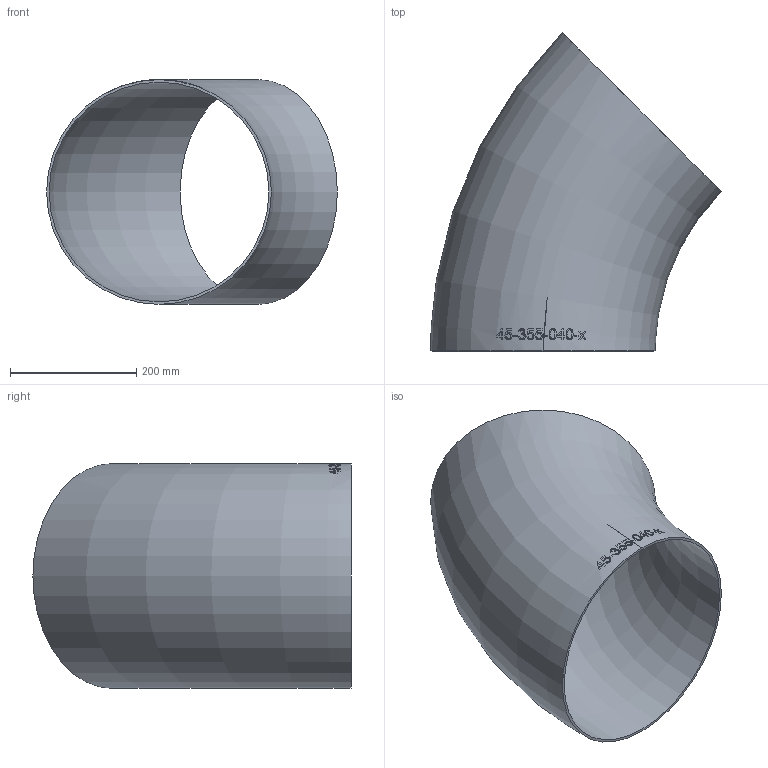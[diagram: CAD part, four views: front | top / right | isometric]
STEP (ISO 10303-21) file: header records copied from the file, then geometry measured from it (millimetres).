
FILE_DESCRIPTION (( 'STEP AP214' ), '1' );
FILE_NAME ('45-355-040-x Bogen 2004.STEP', '2020-04-18T10:56:01', ( '' ), ( '' ), 'SwSTEP 2.0', 'SolidWorks 2019', '' );
FILE_SCHEMA (( 'AUTOMOTIVE_DESIGN' ));
Length unit declared in the file: millimetre
Products named in the file (1): 45-355-040-x Bogen 2004
Bounding box: 459.93 x 503.32 x 355.6 mm (x, y, z)
Volume: 1853037.8 mm3; surface area: 935396.4 mm2
Topology: 1 solids, 1 shells, 160 faces, 427 edges, 285 vertices
Faces by surface type: bspline 140, torus 18, plane 2
Entity records: 29076 total; most frequent: CARTESIAN_POINT 24631, ORIENTED_EDGE 848, EDGE_CURVE 424, B_SPLINE_CURVE_WITH_KNOTS 420, VERTEX_POINT 284, EDGE_LOOP 180, FACE_OUTER_BOUND 162, ADVANCED_FACE 160
